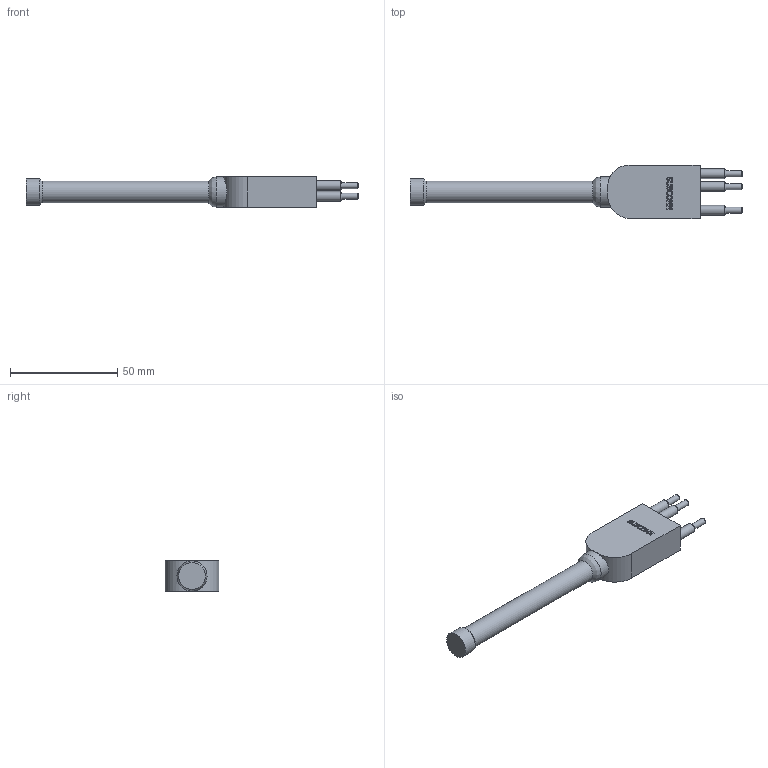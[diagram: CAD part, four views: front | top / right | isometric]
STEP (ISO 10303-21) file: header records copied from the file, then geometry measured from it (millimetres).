
FILE_DESCRIPTION(/* description */ (''),/* implementation_level */ '2;1');
FILE_NAME(/* name */ 'LPDC3M.stp',/* time_stamp */ '2016-03-01T13:32:23+01:00',/* author */ ('sh'),/* organization */ (''),/* preprocessor_version */ 'ST-DEVELOPER v15.2',/* originating_system */ 'Autodesk Inventor 2014',/* authorisation */ '');
FILE_SCHEMA (('AUTOMOTIVE_DESIGN { 1 0 10303 214 3 1 1 }'));
Length unit declared in the file: millimetre
Products named in the file (1): LPDC3M
Bounding box: 154.5 x 25 x 14 mm (x, y, z)
Volume: 23083.6 mm3; surface area: 7616.8 mm2
Topology: 1 solids, 1 shells, 216 faces, 571 edges, 377 vertices
Faces by surface type: bspline 100, plane 98, cylinder 11, cone 7
Full cylindrical faces by diameter (mm): 2.8 x3, 4.5 x3, 10 x1, 12.5 x1, 14 x1
Entity records: 7474 total; most frequent: CARTESIAN_POINT 2794, ORIENTED_EDGE 1108, DIRECTION 619, EDGE_CURVE 554, VERTEX_POINT 376, LINE 321, VECTOR 321, EDGE_LOOP 252
